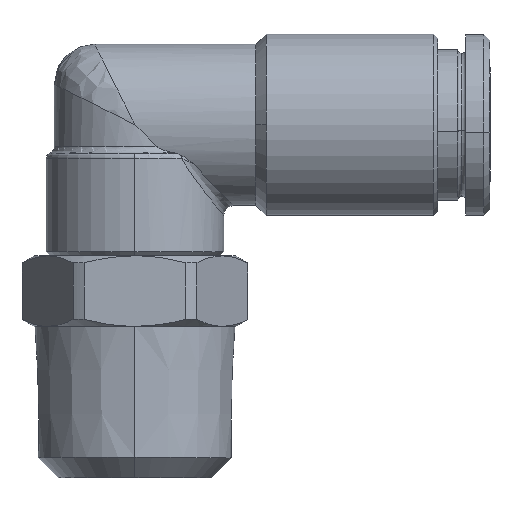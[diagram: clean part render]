
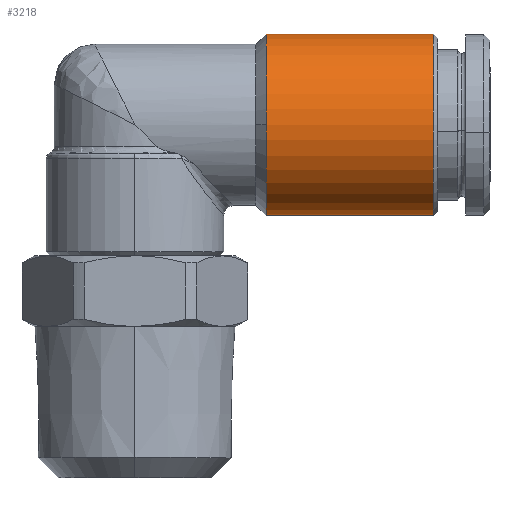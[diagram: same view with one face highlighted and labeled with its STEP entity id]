
A CAD part, top view. The second image highlights one B-rep face of the part: STEP entity #3218.
In plain terms, the highlighted cylindrical face has radius 4.499 mm (diameter 8.998 mm), a partial arc.
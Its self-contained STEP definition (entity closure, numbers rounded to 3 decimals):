
#2234 = CARTESIAN_POINT ( 'NONE',  ( 14.8, -4.499, 0. ) ) ;
#2419 = CARTESIAN_POINT ( 'NONE',  ( 6.499, 4.499, 0. ) ) ;
#2421 = CARTESIAN_POINT ( 'NONE',  ( 6.499, -4.499, 0. ) ) ;
#2424 = DIRECTION ( 'NONE',  ( -1., 0., 0. ) ) ;
#2425 = CARTESIAN_POINT ( 'NONE',  ( 0., 0., 0. ) ) ;
#2426 = CYLINDRICAL_SURFACE ( 'NONE', #2445, 4.499 ) ;
#2427 = DIRECTION ( 'NONE',  ( 0., 0., -1. ) ) ;
#2428 = DIRECTION ( 'NONE',  ( 1., 0., 0. ) ) ;
#2429 = CARTESIAN_POINT ( 'NONE',  ( 6.499, 0., 0. ) ) ;
#2430 = AXIS2_PLACEMENT_3D ( 'NONE', #2429, #2428, #2427 ) ;
#2431 = CIRCLE ( 'NONE', #2430, 4.499 ) ;
#2443 = CARTESIAN_POINT ( 'NONE',  ( 6.499, 0., 4.499 ) ) ;
#2444 = DIRECTION ( 'NONE',  ( 0., -1., 0. ) ) ;
#2445 = AXIS2_PLACEMENT_3D ( 'NONE', #2425, #2424, #2444 ) ;
#2466 = DIRECTION ( 'NONE',  ( 0., 0., -1. ) ) ;
#2467 = DIRECTION ( 'NONE',  ( 1., 0., 0. ) ) ;
#2468 = CARTESIAN_POINT ( 'NONE',  ( 6.499, 0., 0. ) ) ;
#2469 = AXIS2_PLACEMENT_3D ( 'NONE', #2468, #2467, #2466 ) ;
#2470 = CIRCLE ( 'NONE', #2469, 4.499 ) ;
#2486 = FACE_OUTER_BOUND ( 'NONE', #3175, .T. ) ;
#2567 = DIRECTION ( 'NONE',  ( 0., -1., 0. ) ) ;
#2568 = DIRECTION ( 'NONE',  ( -1., 0., 0. ) ) ;
#2569 = CARTESIAN_POINT ( 'NONE',  ( 14.8, 0., 0. ) ) ;
#2570 = AXIS2_PLACEMENT_3D ( 'NONE', #2569, #2568, #2567 ) ;
#2571 = CIRCLE ( 'NONE', #2570, 4.499 ) ;
#2572 = LINE ( 'NONE', #2582, #2581 ) ;
#2580 = DIRECTION ( 'NONE',  ( -1., 0., 0. ) ) ;
#2581 = VECTOR ( 'NONE', #2580, 1000. ) ;
#2582 = CARTESIAN_POINT ( 'NONE',  ( 0., 4.499, 0. ) ) ;
#2591 = DIRECTION ( 'NONE',  ( -1., 0., 0. ) ) ;
#2592 = VECTOR ( 'NONE', #2591, 1000. ) ;
#2593 = CARTESIAN_POINT ( 'NONE',  ( 0., -4.499, 0. ) ) ;
#2594 = LINE ( 'NONE', #2593, #2592 ) ;
#2604 = CARTESIAN_POINT ( 'NONE',  ( 14.8, 4.499, 0. ) ) ;
#3147 = VERTEX_POINT ( 'NONE', #2234 ) ;
#3169 = ORIENTED_EDGE ( 'NONE', *, *, #3264, .T. ) ;
#3175 = EDGE_LOOP ( 'NONE', ( #3169, #3176, #3229, #3205, #3277 ) ) ;
#3176 = ORIENTED_EDGE ( 'NONE', *, *, #3265, .T. ) ;
#3205 = ORIENTED_EDGE ( 'NONE', *, *, #3224, .T. ) ;
#3218 = ADVANCED_FACE ( 'NONE', ( #2486 ), #2426, .T. ) ;
#3223 = VERTEX_POINT ( 'NONE', #2443 ) ;
#3224 = EDGE_CURVE ( 'NONE', #3223, #3227, #2470, .T. ) ;
#3225 = VERTEX_POINT ( 'NONE', #2419 ) ;
#3227 = VERTEX_POINT ( 'NONE', #2421 ) ;
#3229 = ORIENTED_EDGE ( 'NONE', *, *, #3232, .T. ) ;
#3232 = EDGE_CURVE ( 'NONE', #3225, #3223, #2431, .T. ) ;
#3264 = EDGE_CURVE ( 'NONE', #3147, #3285, #2571, .T. ) ;
#3265 = EDGE_CURVE ( 'NONE', #3285, #3225, #2572, .T. ) ;
#3272 = EDGE_CURVE ( 'NONE', #3147, #3227, #2594, .T. ) ;
#3277 = ORIENTED_EDGE ( 'NONE', *, *, #3272, .F. ) ;
#3285 = VERTEX_POINT ( 'NONE', #2604 ) ;
